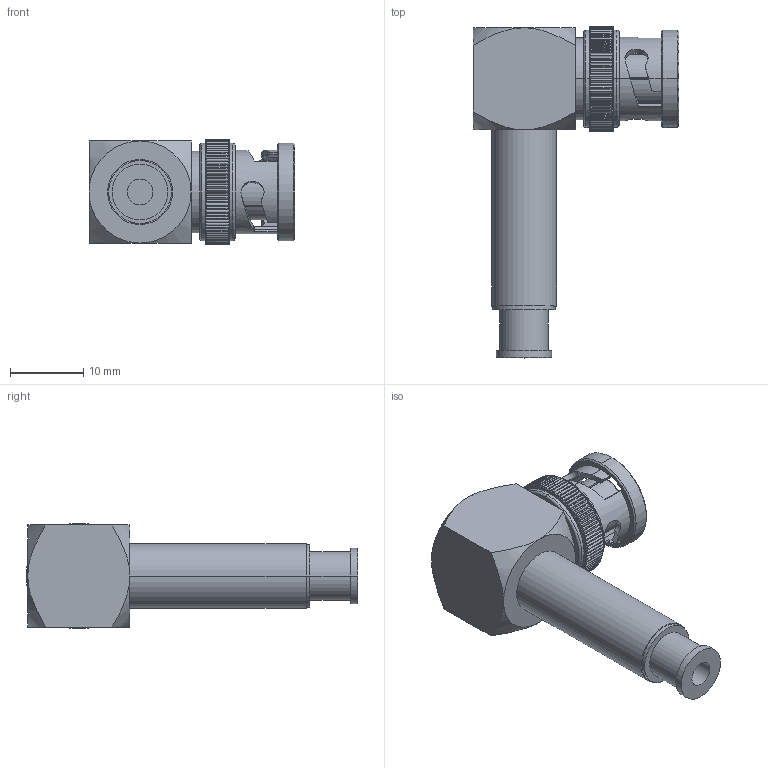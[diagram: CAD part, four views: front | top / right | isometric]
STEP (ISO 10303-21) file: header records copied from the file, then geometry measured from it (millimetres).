
FILE_DESCRIPTION (( 'STEP AP214' ), '1' );
FILE_NAME ('FMCN10-06032-206_3D.step', '2024-06-11T22:24:02', ( '' ), ( '' ), 'SwSTEP 2.0', 'SolidWorks 2022', '' );
FILE_SCHEMA (( 'AUTOMOTIVE_DESIGN' ));
Length unit declared in the file: inch
Products named in the file (3): Copy of 10-06032-XXX-MA1^FMCN10-06032-206; Copy of 10-06032-XXX-MA2^FMCN10-06032-206; FMCN10-06032-206_3D
Assembly tree (2 placements, depth 2):
  FMCN10-06032-206_3D
    Copy of 10-06032-XXX-MA1^FMCN10-06032-206
    Copy of 10-06032-XXX-MA2^FMCN10-06032-206
Bounding box: 28.19 x 45.46 x 14.47 mm (x, y, z)
Volume: 4783.6 mm3; surface area: 4759.5 mm2
Topology: 4 solids, 4 shells, 690 faces, 1977 edges, 1304 vertices
Faces by surface type: cylinder 377, torus 194, plane 76, cone 28, bspline 15
Entity records: 26264 total; most frequent: CARTESIAN_POINT 8201, ORIENTED_EDGE 3950, DIRECTION 3700, EDGE_CURVE 1975, AXIS2_PLACEMENT_3D 1594, VERTEX_POINT 1304, CIRCLE 914, EDGE_LOOP 713
